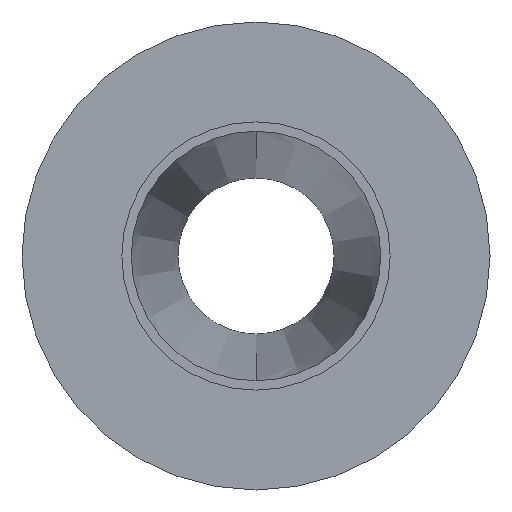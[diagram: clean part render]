
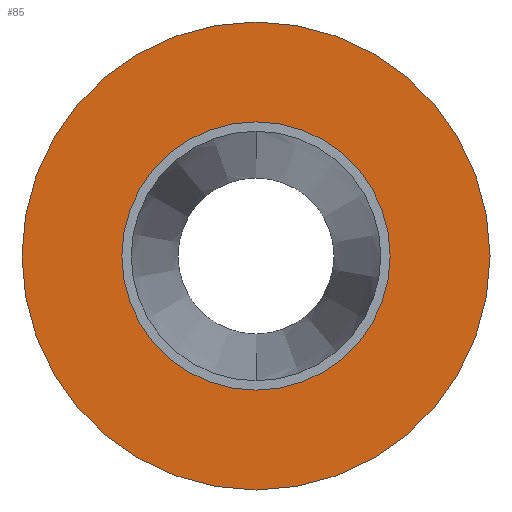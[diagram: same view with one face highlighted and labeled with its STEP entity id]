
A CAD part, front view. The second image highlights one B-rep face of the part: STEP entity #85.
In plain terms, the highlighted planar face has unit normal (0, -1, 0).
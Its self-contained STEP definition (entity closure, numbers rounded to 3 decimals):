
#1 = AXIS2_PLACEMENT_3D ( 'NONE', #621, #432, #736 ) ;
#14 = DIRECTION ( 'NONE',  ( 0., 0., 1. ) ) ;
#20 = ORIENTED_EDGE ( 'NONE', *, *, #119, .T. ) ;
#25 = CARTESIAN_POINT ( 'NONE',  ( 0., 0., -15. ) ) ;
#73 = EDGE_LOOP ( 'NONE', ( #252, #20 ) ) ;
#85 = ADVANCED_FACE ( 'NONE', ( #300, #528 ), #458, .F. ) ;
#100 = CARTESIAN_POINT ( 'NONE',  ( 0., 0., 0. ) ) ;
#105 = CIRCLE ( 'NONE', #193, 8.6 ) ;
#119 = EDGE_CURVE ( 'NONE', #605, #286, #439, .T. ) ;
#136 = VERTEX_POINT ( 'NONE', #684 ) ;
#144 = CARTESIAN_POINT ( 'NONE',  ( 0., 0., 15. ) ) ;
#154 = EDGE_CURVE ( 'NONE', #308, #136, #270, .T. ) ;
#155 = ORIENTED_EDGE ( 'NONE', *, *, #203, .F. ) ;
#166 = AXIS2_PLACEMENT_3D ( 'NONE', #279, #707, #14 ) ;
#170 = CARTESIAN_POINT ( 'NONE',  ( 0., 0., 8.6 ) ) ;
#193 = AXIS2_PLACEMENT_3D ( 'NONE', #307, #487, #490 ) ;
#197 = AXIS2_PLACEMENT_3D ( 'NONE', #626, #364, #251 ) ;
#203 = EDGE_CURVE ( 'NONE', #136, #308, #105, .T. ) ;
#251 = DIRECTION ( 'NONE',  ( 0., 0., -1. ) ) ;
#252 = ORIENTED_EDGE ( 'NONE', *, *, #483, .T. ) ;
#270 = CIRCLE ( 'NONE', #1, 8.6 ) ;
#279 = CARTESIAN_POINT ( 'NONE',  ( -8.6, 0., 0. ) ) ;
#282 = ORIENTED_EDGE ( 'NONE', *, *, #154, .F. ) ;
#286 = VERTEX_POINT ( 'NONE', #25 ) ;
#300 = FACE_BOUND ( 'NONE', #638, .T. ) ;
#307 = CARTESIAN_POINT ( 'NONE',  ( 0., 0., 0. ) ) ;
#308 = VERTEX_POINT ( 'NONE', #170 ) ;
#364 = DIRECTION ( 'NONE',  ( 0., -1., 0. ) ) ;
#432 = DIRECTION ( 'NONE',  ( 0., -1., 0. ) ) ;
#439 = CIRCLE ( 'NONE', #197, 15. ) ;
#458 = PLANE ( 'NONE',  #166 ) ;
#464 = AXIS2_PLACEMENT_3D ( 'NONE', #100, #465, #521 ) ;
#465 = DIRECTION ( 'NONE',  ( 0., -1., 0. ) ) ;
#483 = EDGE_CURVE ( 'NONE', #286, #605, #767, .T. ) ;
#487 = DIRECTION ( 'NONE',  ( 0., -1., 0. ) ) ;
#490 = DIRECTION ( 'NONE',  ( 0., 0., -1. ) ) ;
#521 = DIRECTION ( 'NONE',  ( 0., 0., -1. ) ) ;
#528 = FACE_OUTER_BOUND ( 'NONE', #73, .T. ) ;
#605 = VERTEX_POINT ( 'NONE', #144 ) ;
#621 = CARTESIAN_POINT ( 'NONE',  ( 0., 0., 0. ) ) ;
#626 = CARTESIAN_POINT ( 'NONE',  ( 0., 0., 0. ) ) ;
#638 = EDGE_LOOP ( 'NONE', ( #155, #282 ) ) ;
#684 = CARTESIAN_POINT ( 'NONE',  ( 0., 0., -8.6 ) ) ;
#707 = DIRECTION ( 'NONE',  ( 0., 1., 0. ) ) ;
#736 = DIRECTION ( 'NONE',  ( 0., 0., -1. ) ) ;
#767 = CIRCLE ( 'NONE', #464, 15. ) ;
